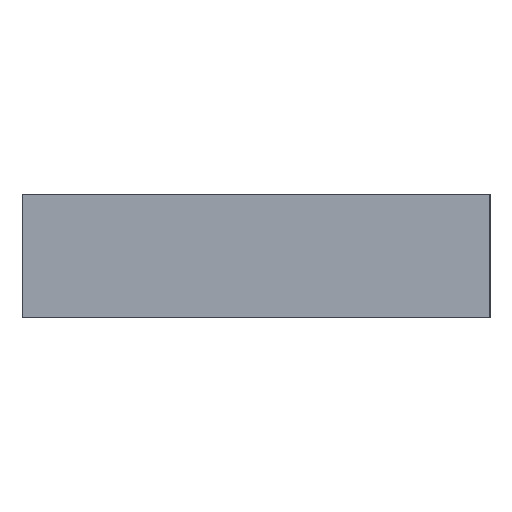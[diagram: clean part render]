
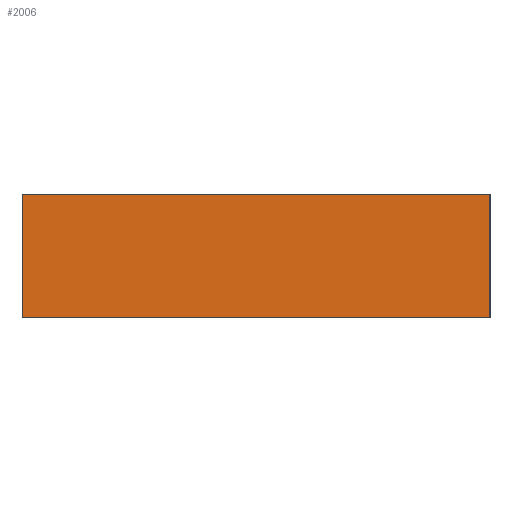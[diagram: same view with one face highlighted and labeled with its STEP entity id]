
A CAD part, left-side view. The second image highlights one B-rep face of the part: STEP entity #2006.
In plain terms, the highlighted planar face has unit normal (-1, 0, 0).
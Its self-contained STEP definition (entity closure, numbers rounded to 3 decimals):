
#33 = PLANE('',#34);
#34 = AXIS2_PLACEMENT_3D('',#35,#36,#37);
#35 = CARTESIAN_POINT('',(-45.,19.,10.));
#36 = DIRECTION('',(0.,0.,1.));
#37 = DIRECTION('',(1.,0.,0.));
#330 = PLANE('',#331);
#331 = AXIS2_PLACEMENT_3D('',#332,#333,#334);
#332 = CARTESIAN_POINT('',(45.,-19.,0.));
#333 = DIRECTION('',(0.,-1.,0.));
#334 = DIRECTION('',(-1.,0.,0.));
#371 = VERTEX_POINT('',#372);
#372 = CARTESIAN_POINT('',(-45.,19.,10.));
#386 = PLANE('',#387);
#387 = AXIS2_PLACEMENT_3D('',#388,#389,#390);
#388 = CARTESIAN_POINT('',(-45.,19.,0.));
#389 = DIRECTION('',(0.,1.,0.));
#390 = DIRECTION('',(1.,0.,0.));
#398 = EDGE_CURVE('',#399,#371,#401,.T.);
#399 = VERTEX_POINT('',#400);
#400 = CARTESIAN_POINT('',(-45.,-19.,10.));
#401 = SURFACE_CURVE('',#402,(#406,#413),.PCURVE_S1.);
#402 = LINE('',#403,#404);
#403 = CARTESIAN_POINT('',(-45.,-19.,10.));
#404 = VECTOR('',#405,1.);
#405 = DIRECTION('',(0.,1.,0.));
#406 = PCURVE('',#33,#407);
#407 = DEFINITIONAL_REPRESENTATION('',(#408),#412);
#408 = LINE('',#409,#410);
#409 = CARTESIAN_POINT('',(0.,-38.));
#410 = VECTOR('',#411,1.);
#411 = DIRECTION('',(0.,1.));
#412 = ( GEOMETRIC_REPRESENTATION_CONTEXT(2) 
PARAMETRIC_REPRESENTATION_CONTEXT() REPRESENTATION_CONTEXT('2D SPACE',''
  ) );
#413 = PCURVE('',#414,#419);
#414 = PLANE('',#415);
#415 = AXIS2_PLACEMENT_3D('',#416,#417,#418);
#416 = CARTESIAN_POINT('',(-45.,-19.,0.));
#417 = DIRECTION('',(-1.,0.,0.));
#418 = DIRECTION('',(0.,1.,0.));
#419 = DEFINITIONAL_REPRESENTATION('',(#420),#424);
#420 = LINE('',#421,#422);
#421 = CARTESIAN_POINT('',(0.,-10.));
#422 = VECTOR('',#423,1.);
#423 = DIRECTION('',(1.,0.));
#424 = ( GEOMETRIC_REPRESENTATION_CONTEXT(2) 
PARAMETRIC_REPRESENTATION_CONTEXT() REPRESENTATION_CONTEXT('2D SPACE',''
  ) );
#1841 = VERTEX_POINT('',#1842);
#1842 = CARTESIAN_POINT('',(-45.,-19.,0.));
#1856 = PLANE('',#1857);
#1857 = AXIS2_PLACEMENT_3D('',#1858,#1859,#1860);
#1858 = CARTESIAN_POINT('',(-45.,19.,0.));
#1859 = DIRECTION('',(0.,0.,1.));
#1860 = DIRECTION('',(1.,0.,0.));
#1959 = EDGE_CURVE('',#1841,#399,#1960,.T.);
#1960 = SURFACE_CURVE('',#1961,(#1965,#1972),.PCURVE_S1.);
#1961 = LINE('',#1962,#1963);
#1962 = CARTESIAN_POINT('',(-45.,-19.,0.));
#1963 = VECTOR('',#1964,1.);
#1964 = DIRECTION('',(0.,0.,1.));
#1965 = PCURVE('',#330,#1966);
#1966 = DEFINITIONAL_REPRESENTATION('',(#1967),#1971);
#1967 = LINE('',#1968,#1969);
#1968 = CARTESIAN_POINT('',(90.,0.));
#1969 = VECTOR('',#1970,1.);
#1970 = DIRECTION('',(0.,-1.));
#1971 = ( GEOMETRIC_REPRESENTATION_CONTEXT(2) 
PARAMETRIC_REPRESENTATION_CONTEXT() REPRESENTATION_CONTEXT('2D SPACE',''
  ) );
#1972 = PCURVE('',#414,#1973);
#1973 = DEFINITIONAL_REPRESENTATION('',(#1974),#1978);
#1974 = LINE('',#1975,#1976);
#1975 = CARTESIAN_POINT('',(0.,0.));
#1976 = VECTOR('',#1977,1.);
#1977 = DIRECTION('',(0.,-1.));
#1978 = ( GEOMETRIC_REPRESENTATION_CONTEXT(2) 
PARAMETRIC_REPRESENTATION_CONTEXT() REPRESENTATION_CONTEXT('2D SPACE',''
  ) );
#2006 = ADVANCED_FACE('',(#2007),#414,.T.);
#2007 = FACE_BOUND('',#2008,.T.);
#2008 = EDGE_LOOP('',(#2009,#2010,#2011,#2034));
#2009 = ORIENTED_EDGE('',*,*,#1959,.T.);
#2010 = ORIENTED_EDGE('',*,*,#398,.T.);
#2011 = ORIENTED_EDGE('',*,*,#2012,.F.);
#2012 = EDGE_CURVE('',#2013,#371,#2015,.T.);
#2013 = VERTEX_POINT('',#2014);
#2014 = CARTESIAN_POINT('',(-45.,19.,0.));
#2015 = SURFACE_CURVE('',#2016,(#2020,#2027),.PCURVE_S1.);
#2016 = LINE('',#2017,#2018);
#2017 = CARTESIAN_POINT('',(-45.,19.,0.));
#2018 = VECTOR('',#2019,1.);
#2019 = DIRECTION('',(0.,0.,1.));
#2020 = PCURVE('',#414,#2021);
#2021 = DEFINITIONAL_REPRESENTATION('',(#2022),#2026);
#2022 = LINE('',#2023,#2024);
#2023 = CARTESIAN_POINT('',(38.,0.));
#2024 = VECTOR('',#2025,1.);
#2025 = DIRECTION('',(0.,-1.));
#2026 = ( GEOMETRIC_REPRESENTATION_CONTEXT(2) 
PARAMETRIC_REPRESENTATION_CONTEXT() REPRESENTATION_CONTEXT('2D SPACE',''
  ) );
#2027 = PCURVE('',#386,#2028);
#2028 = DEFINITIONAL_REPRESENTATION('',(#2029),#2033);
#2029 = LINE('',#2030,#2031);
#2030 = CARTESIAN_POINT('',(0.,0.));
#2031 = VECTOR('',#2032,1.);
#2032 = DIRECTION('',(0.,-1.));
#2033 = ( GEOMETRIC_REPRESENTATION_CONTEXT(2) 
PARAMETRIC_REPRESENTATION_CONTEXT() REPRESENTATION_CONTEXT('2D SPACE',''
  ) );
#2034 = ORIENTED_EDGE('',*,*,#2035,.F.);
#2035 = EDGE_CURVE('',#1841,#2013,#2036,.T.);
#2036 = SURFACE_CURVE('',#2037,(#2041,#2048),.PCURVE_S1.);
#2037 = LINE('',#2038,#2039);
#2038 = CARTESIAN_POINT('',(-45.,-19.,0.));
#2039 = VECTOR('',#2040,1.);
#2040 = DIRECTION('',(0.,1.,0.));
#2041 = PCURVE('',#414,#2042);
#2042 = DEFINITIONAL_REPRESENTATION('',(#2043),#2047);
#2043 = LINE('',#2044,#2045);
#2044 = CARTESIAN_POINT('',(0.,0.));
#2045 = VECTOR('',#2046,1.);
#2046 = DIRECTION('',(1.,0.));
#2047 = ( GEOMETRIC_REPRESENTATION_CONTEXT(2) 
PARAMETRIC_REPRESENTATION_CONTEXT() REPRESENTATION_CONTEXT('2D SPACE',''
  ) );
#2048 = PCURVE('',#1856,#2049);
#2049 = DEFINITIONAL_REPRESENTATION('',(#2050),#2054);
#2050 = LINE('',#2051,#2052);
#2051 = CARTESIAN_POINT('',(0.,-38.));
#2052 = VECTOR('',#2053,1.);
#2053 = DIRECTION('',(0.,1.));
#2054 = ( GEOMETRIC_REPRESENTATION_CONTEXT(2) 
PARAMETRIC_REPRESENTATION_CONTEXT() REPRESENTATION_CONTEXT('2D SPACE',''
  ) );
